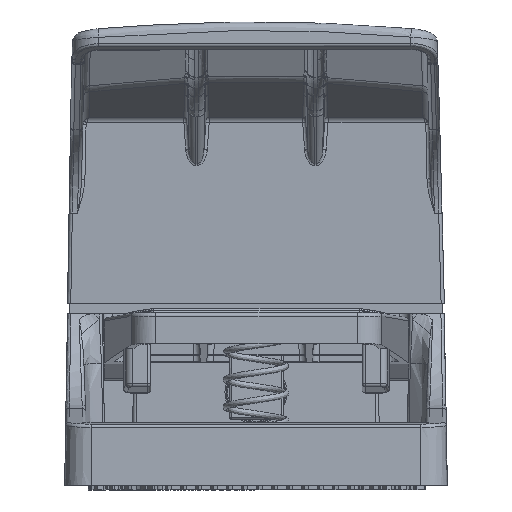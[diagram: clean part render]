
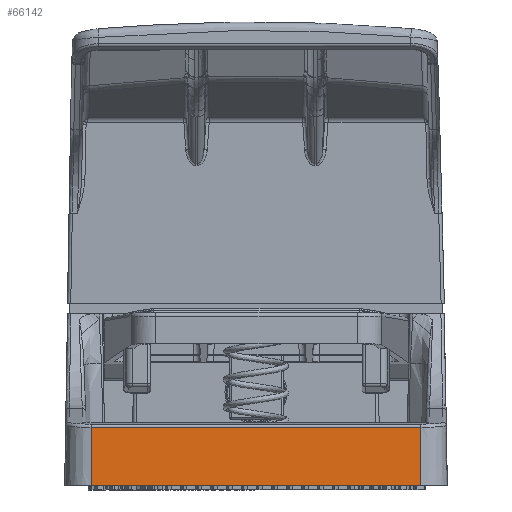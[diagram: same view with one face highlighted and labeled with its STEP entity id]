
A CAD part, front view. The second image highlights one B-rep face of the part: STEP entity #66142.
In plain terms, the highlighted planar face has unit normal (0, -1, 0.018).
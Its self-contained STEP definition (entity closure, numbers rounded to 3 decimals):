
#3726 = DIRECTION ( 'NONE',  ( 0., -0.017, -1. ) ) ;
#12023 = CARTESIAN_POINT ( 'NONE',  ( -49.949, -100.593, 17.595 ) ) ;
#12337 = CARTESIAN_POINT ( 'NONE',  ( -49.949, -99.992, 52. ) ) ;
#14714 = VERTEX_POINT ( 'NONE', #26363 ) ;
#22348 = EDGE_CURVE ( 'NONE', #14714, #44800, #22785, .T. ) ;
#22528 = DIRECTION ( 'NONE',  ( 0., -0.017, -1. ) ) ;
#22785 = LINE ( 'NONE', #126440, #130892 ) ;
#23976 = DIRECTION ( 'NONE',  ( 0., -0.017, -1. ) ) ;
#24674 = DIRECTION ( 'NONE',  ( 1., 0., 0. ) ) ;
#26363 = CARTESIAN_POINT ( 'NONE',  ( -49.949, -100.9, 0. ) ) ;
#29727 = ORIENTED_EDGE ( 'NONE', *, *, #76151, .T. ) ;
#39139 = EDGE_CURVE ( 'NONE', #130590, #14714, #106596, .T. ) ;
#44800 = VERTEX_POINT ( 'NONE', #47263 ) ;
#46574 = LINE ( 'NONE', #95020, #73604 ) ;
#47263 = CARTESIAN_POINT ( 'NONE',  ( 49.949, -100.9, 0. ) ) ;
#48426 = CARTESIAN_POINT ( 'NONE',  ( -58., -100.593, 17.595 ) ) ;
#48445 = VECTOR ( 'NONE', #109341, 1000. ) ;
#53578 = VERTEX_POINT ( 'NONE', #128387 ) ;
#56737 = EDGE_LOOP ( 'NONE', ( #98839, #29727, #100412, #129137 ) ) ;
#64463 = DIRECTION ( 'NONE',  ( 0., -1., 0.017 ) ) ;
#66142 = ADVANCED_FACE ( 'NONE', ( #115724 ), #104910, .T. ) ;
#73604 = VECTOR ( 'NONE', #23976, 1000. ) ;
#76151 = EDGE_CURVE ( 'NONE', #53578, #130590, #126421, .T. ) ;
#76327 = VECTOR ( 'NONE', #22528, 1000. ) ;
#95020 = CARTESIAN_POINT ( 'NONE',  ( 49.949, -99.992, 52. ) ) ;
#98839 = ORIENTED_EDGE ( 'NONE', *, *, #125072, .F. ) ;
#100412 = ORIENTED_EDGE ( 'NONE', *, *, #39139, .T. ) ;
#104910 = PLANE ( 'NONE',  #119919 ) ;
#106596 = LINE ( 'NONE', #12337, #76327 ) ;
#109341 = DIRECTION ( 'NONE',  ( -1., 0., 0. ) ) ;
#115724 = FACE_OUTER_BOUND ( 'NONE', #56737, .T. ) ;
#119919 = AXIS2_PLACEMENT_3D ( 'NONE', #125404, #64463, #3726 ) ;
#125072 = EDGE_CURVE ( 'NONE', #53578, #44800, #46574, .T. ) ;
#125404 = CARTESIAN_POINT ( 'NONE',  ( -49.949, -99.992, 52. ) ) ;
#126421 = LINE ( 'NONE', #48426, #48445 ) ;
#126440 = CARTESIAN_POINT ( 'NONE',  ( -49.949, -100.9, 0. ) ) ;
#128387 = CARTESIAN_POINT ( 'NONE',  ( 49.949, -100.593, 17.595 ) ) ;
#129137 = ORIENTED_EDGE ( 'NONE', *, *, #22348, .T. ) ;
#130590 = VERTEX_POINT ( 'NONE', #12023 ) ;
#130892 = VECTOR ( 'NONE', #24674, 1000. ) ;
